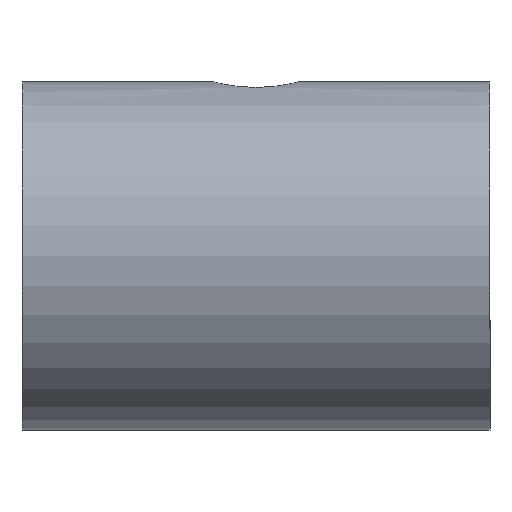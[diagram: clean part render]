
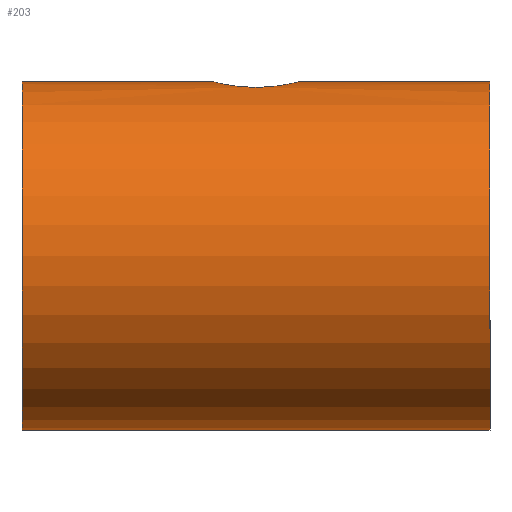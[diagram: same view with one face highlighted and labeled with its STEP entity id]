
A CAD part, top view. The second image highlights one B-rep face of the part: STEP entity #203.
In plain terms, the highlighted cylindrical face has radius 30.15 mm (diameter 60.3 mm), a partial arc.
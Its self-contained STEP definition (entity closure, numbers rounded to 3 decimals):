
#10 = CARTESIAN_POINT ( 'NONE',  ( 7.403, 30.126, 1.23 ) ) ;
#24 = CARTESIAN_POINT ( 'NONE',  ( -7.5, 30.15, 0.498 ) ) ;
#26 = CARTESIAN_POINT ( 'NONE',  ( -7.019, 30.034, 2.653 ) ) ;
#29 = EDGE_CURVE ( 'NONE', #414, #38, #406, .T. ) ;
#32 = B_SPLINE_CURVE_WITH_KNOTS ( 'NONE', 3,
 ( #268, #24, #182, #64, #419, #189, #26, #514, #147, #230, #386, #137, #460, #507, #303, #340, #280, #190, #311, #37, #347, #437, #78, #239 ),
 .UNSPECIFIED., .F., .F.,
 ( 4, 2, 2, 2, 2, 2, 2, 2, 2, 2, 2, 4 ),
 ( 0., 0.001, 0.002, 0.003, 0.004, 0.005, 0.006, 0.007, 0.009, 0.01, 0.01, 0.012 ),
 .UNSPECIFIED. ) ;
#37 = CARTESIAN_POINT ( 'NONE',  ( -1.948, 29.266, 7.247 ) ) ;
#38 = VERTEX_POINT ( 'NONE', #408 ) ;
#42 = DIRECTION ( 'NONE',  ( -1., 0., 0. ) ) ;
#46 = CARTESIAN_POINT ( 'NONE',  ( 0.491, 29.202, 7.5 ) ) ;
#48 = CARTESIAN_POINT ( 'NONE',  ( 40.5, 30.15, 0. ) ) ;
#49 = DIRECTION ( 'NONE',  ( 1., 0., 0. ) ) ;
#58 = CARTESIAN_POINT ( 'NONE',  ( -40.5, 30.15, 0. ) ) ;
#64 = CARTESIAN_POINT ( 'NONE',  ( -7.307, 30.103, 1.708 ) ) ;
#70 = ORIENTED_EDGE ( 'NONE', *, *, #178, .F. ) ;
#78 = CARTESIAN_POINT ( 'NONE',  ( -0.491, 29.202, 7.5 ) ) ;
#83 = CARTESIAN_POINT ( 'NONE',  ( 2.422, 29.299, 7.115 ) ) ;
#84 = EDGE_CURVE ( 'NONE', #414, #491, #285, .T. ) ;
#92 = CARTESIAN_POINT ( 'NONE',  ( 7.5, 30.15, 0.245 ) ) ;
#95 = CARTESIAN_POINT ( 'NONE',  ( 4.375, 29.528, 6.097 ) ) ;
#102 = CYLINDRICAL_SURFACE ( 'NONE', #497, 30.15 ) ;
#126 = CARTESIAN_POINT ( 'NONE',  ( 0.99, 29.215, 7.451 ) ) ;
#128 = CARTESIAN_POINT ( 'NONE',  ( 5.961, 29.803, 4.577 ) ) ;
#137 = CARTESIAN_POINT ( 'NONE',  ( -5.637, 29.741, 4.953 ) ) ;
#140 = EDGE_CURVE ( 'NONE', #491, #361, #425, .T. ) ;
#143 = DIRECTION ( 'NONE',  ( 0., -1., 0. ) ) ;
#145 = DIRECTION ( 'NONE',  ( 1., 0., 0. ) ) ;
#147 = CARTESIAN_POINT ( 'NONE',  ( -6.506, 29.917, 3.764 ) ) ;
#156 = VECTOR ( 'NONE', #461, 1000. ) ;
#174 = CARTESIAN_POINT ( 'NONE',  ( 7.439, 30.135, 0.983 ) ) ;
#177 = CARTESIAN_POINT ( 'NONE',  ( 3.104, 29.366, 6.832 ) ) ;
#178 = EDGE_CURVE ( 'NONE', #38, #315, #186, .T. ) ;
#182 = CARTESIAN_POINT ( 'NONE',  ( -7.451, 30.138, 0.987 ) ) ;
#186 = LINE ( 'NONE', #512, #373 ) ;
#188 = EDGE_CURVE ( 'NONE', #296, #361, #429, .T. ) ;
#189 = CARTESIAN_POINT ( 'NONE',  ( -7.104, 30.054, 2.419 ) ) ;
#190 = CARTESIAN_POINT ( 'NONE',  ( -2.65, 29.321, 7.021 ) ) ;
#199 = AXIS2_PLACEMENT_3D ( 'NONE', #336, #337, #143 ) ;
#202 = CARTESIAN_POINT ( 'NONE',  ( 6.74, 29.969, 3.327 ) ) ;
#203 = ADVANCED_FACE ( 'NONE', ( #300 ), #102, .T. ) ;
#205 = CARTESIAN_POINT ( 'NONE',  ( 3.97, 29.47, 6.368 ) ) ;
#210 = CARTESIAN_POINT ( 'NONE',  ( 1.954, 29.264, 7.258 ) ) ;
#212 = CARTESIAN_POINT ( 'NONE',  ( 6.504, 29.917, 3.766 ) ) ;
#213 = CARTESIAN_POINT ( 'NONE',  ( -40.5, 0., 0. ) ) ;
#230 = CARTESIAN_POINT ( 'NONE',  ( -6.097, 29.832, 4.374 ) ) ;
#239 = CARTESIAN_POINT ( 'NONE',  ( 0., 29.202, 7.5 ) ) ;
#243 = VERTEX_POINT ( 'NONE', #426 ) ;
#246 = CARTESIAN_POINT ( 'NONE',  ( 5.132, 29.649, 5.475 ) ) ;
#258 = DIRECTION ( 'NONE',  ( 0., 1., 0. ) ) ;
#266 = EDGE_CURVE ( 'NONE', #315, #243, #32, .T. ) ;
#268 = CARTESIAN_POINT ( 'NONE',  ( -7.5, 30.15, 0. ) ) ;
#280 = CARTESIAN_POINT ( 'NONE',  ( -3.326, 29.388, 6.74 ) ) ;
#285 = LINE ( 'NONE', #291, #474 ) ;
#287 = CARTESIAN_POINT ( 'NONE',  ( 3.761, 29.443, 6.494 ) ) ;
#289 = CARTESIAN_POINT ( 'NONE',  ( 4.949, 29.618, 5.641 ) ) ;
#291 = CARTESIAN_POINT ( 'NONE',  ( -40.5, -30.15, 0. ) ) ;
#296 = VERTEX_POINT ( 'NONE', #388 ) ;
#300 = FACE_OUTER_BOUND ( 'NONE', #411, .T. ) ;
#303 = CARTESIAN_POINT ( 'NONE',  ( -4.579, 29.556, 5.96 ) ) ;
#305 = CARTESIAN_POINT ( 'NONE',  ( -40.5, 0., 0. ) ) ;
#311 = CARTESIAN_POINT ( 'NONE',  ( -2.419, 29.301, 7.103 ) ) ;
#315 = VERTEX_POINT ( 'NONE', #397 ) ;
#323 = AXIS2_PLACEMENT_3D ( 'NONE', #213, #42, #376 ) ;
#330 = CARTESIAN_POINT ( 'NONE',  ( 7.488, 30.147, 0.491 ) ) ;
#336 = CARTESIAN_POINT ( 'NONE',  ( 40.5, 0., 0. ) ) ;
#337 = DIRECTION ( 'NONE',  ( -1., 0., 0. ) ) ;
#340 = CARTESIAN_POINT ( 'NONE',  ( -3.76, 29.44, 6.508 ) ) ;
#347 = CARTESIAN_POINT ( 'NONE',  ( -1.707, 29.251, 7.307 ) ) ;
#356 = ORIENTED_EDGE ( 'NONE', *, *, #188, .F. ) ;
#360 = CARTESIAN_POINT ( 'NONE',  ( 7.258, 30.09, 1.954 ) ) ;
#361 = VERTEX_POINT ( 'NONE', #48 ) ;
#366 = EDGE_CURVE ( 'NONE', #243, #296, #475, .T. ) ;
#367 = CARTESIAN_POINT ( 'NONE',  ( 7.115, 30.056, 2.422 ) ) ;
#369 = CARTESIAN_POINT ( 'NONE',  ( 3.329, 29.391, 6.725 ) ) ;
#371 = CARTESIAN_POINT ( 'NONE',  ( -40.5, -30.15, 0. ) ) ;
#373 = VECTOR ( 'NONE', #145, 1000. ) ;
#376 = DIRECTION ( 'NONE',  ( 0., -1., 0. ) ) ;
#377 = ORIENTED_EDGE ( 'NONE', *, *, #366, .F. ) ;
#385 = ORIENTED_EDGE ( 'NONE', *, *, #140, .T. ) ;
#386 = CARTESIAN_POINT ( 'NONE',  ( -5.95, 29.802, 4.573 ) ) ;
#388 = CARTESIAN_POINT ( 'NONE',  ( 7.5, 30.15, 0. ) ) ;
#397 = CARTESIAN_POINT ( 'NONE',  ( -7.5, 30.15, 0. ) ) ;
#406 = CIRCLE ( 'NONE', #323, 30.15 ) ;
#408 = CARTESIAN_POINT ( 'NONE',  ( -40.5, 30.15, 0. ) ) ;
#411 = EDGE_LOOP ( 'NONE', ( #525, #444, #385, #356, #377, #481, #70 ) ) ;
#414 = VERTEX_POINT ( 'NONE', #371 ) ;
#419 = CARTESIAN_POINT ( 'NONE',  ( -7.247, 30.088, 1.946 ) ) ;
#420 = CARTESIAN_POINT ( 'NONE',  ( 40.5, -30.15, 0. ) ) ;
#425 = CIRCLE ( 'NONE', #199, 30.15 ) ;
#426 = CARTESIAN_POINT ( 'NONE',  ( 0., 29.202, 7.5 ) ) ;
#429 = LINE ( 'NONE', #58, #156 ) ;
#437 = CARTESIAN_POINT ( 'NONE',  ( -0.98, 29.215, 7.452 ) ) ;
#444 = ORIENTED_EDGE ( 'NONE', *, *, #84, .T. ) ;
#454 = CARTESIAN_POINT ( 'NONE',  ( 4.571, 29.557, 5.951 ) ) ;
#460 = CARTESIAN_POINT ( 'NONE',  ( -5.473, 29.71, 5.134 ) ) ;
#461 = DIRECTION ( 'NONE',  ( 1., 0., 0. ) ) ;
#464 = DIRECTION ( 'NONE',  ( 1., 0., 0. ) ) ;
#474 = VECTOR ( 'NONE', #49, 1000. ) ;
#475 = B_SPLINE_CURVE_WITH_KNOTS ( 'NONE', 3,
 ( #500, #46, #126, #210, #83, #177, #369, #287, #205, #95, #454, #289, #246, #492, #128, #212, #202, #367, #360, #10, #174, #330, #92, #495 ),
 .UNSPECIFIED., .F., .F.,
 ( 4, 2, 2, 2, 2, 2, 2, 2, 2, 2, 2, 4 ),
 ( 0.012, 0.013, 0.015, 0.015, 0.016, 0.017, 0.018, 0.019, 0.021, 0.022, 0.023, 0.024 ),
 .UNSPECIFIED. ) ;
#481 = ORIENTED_EDGE ( 'NONE', *, *, #266, .F. ) ;
#491 = VERTEX_POINT ( 'NONE', #420 ) ;
#492 = CARTESIAN_POINT ( 'NONE',  ( 5.653, 29.742, 4.954 ) ) ;
#495 = CARTESIAN_POINT ( 'NONE',  ( 7.5, 30.15, 0. ) ) ;
#497 = AXIS2_PLACEMENT_3D ( 'NONE', #305, #464, #258 ) ;
#500 = CARTESIAN_POINT ( 'NONE',  ( 0., 29.202, 7.5 ) ) ;
#507 = CARTESIAN_POINT ( 'NONE',  ( -4.956, 29.618, 5.65 ) ) ;
#512 = CARTESIAN_POINT ( 'NONE',  ( -40.5, 30.15, 0. ) ) ;
#514 = CARTESIAN_POINT ( 'NONE',  ( -6.736, 29.969, 3.334 ) ) ;
#525 = ORIENTED_EDGE ( 'NONE', *, *, #29, .F. ) ;
